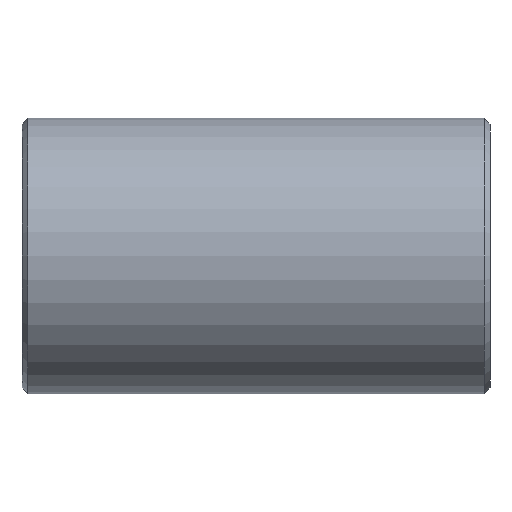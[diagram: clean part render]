
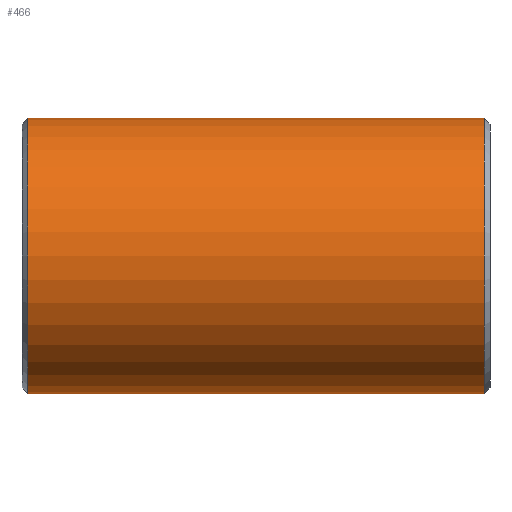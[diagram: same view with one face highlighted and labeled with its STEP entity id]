
A CAD part, front view. The second image highlights one B-rep face of the part: STEP entity #466.
In plain terms, the highlighted cylindrical face has radius 84.138 mm (diameter 168.275 mm), a partial arc.
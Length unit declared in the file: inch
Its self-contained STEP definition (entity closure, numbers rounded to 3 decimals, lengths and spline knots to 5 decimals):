
#8 = CARTESIAN_POINT ( 'NONE',  ( -5.476, 0., 0. ) ) ;
#16 = DIRECTION ( 'NONE',  ( 1., 0., 0. ) ) ;
#33 = EDGE_LOOP ( 'NONE', ( #315, #183, #319, #581 ) ) ;
#93 = CARTESIAN_POINT ( 'NONE',  ( 5.476, 0., -3.3125 ) ) ;
#118 = VECTOR ( 'NONE', #418, 39.37008 ) ;
#138 = DIRECTION ( 'NONE',  ( -1., 0., 0. ) ) ;
#142 = CARTESIAN_POINT ( 'NONE',  ( 5.476, 0., 0. ) ) ;
#149 = FACE_OUTER_BOUND ( 'NONE', #33, .T. ) ;
#151 = VERTEX_POINT ( 'NONE', #93 ) ;
#183 = ORIENTED_EDGE ( 'NONE', *, *, #530, .T. ) ;
#201 = VERTEX_POINT ( 'NONE', #502 ) ;
#203 = CYLINDRICAL_SURFACE ( 'NONE', #475, 3.3125 ) ;
#232 = EDGE_CURVE ( 'NONE', #201, #664, #549, .T. ) ;
#265 = CIRCLE ( 'NONE', #367, 3.3125 ) ;
#296 = AXIS2_PLACEMENT_3D ( 'NONE', #142, #478, #662 ) ;
#315 = ORIENTED_EDGE ( 'NONE', *, *, #413, .F. ) ;
#319 = ORIENTED_EDGE ( 'NONE', *, *, #232, .T. ) ;
#323 = VECTOR ( 'NONE', #498, 39.37008 ) ;
#344 = DIRECTION ( 'NONE',  ( 0., 0., 1. ) ) ;
#367 = AXIS2_PLACEMENT_3D ( 'NONE', #8, #16, #344 ) ;
#413 = EDGE_CURVE ( 'NONE', #151, #742, #415, .T. ) ;
#415 = LINE ( 'NONE', #602, #118 ) ;
#418 = DIRECTION ( 'NONE',  ( -1., 0., 0. ) ) ;
#466 = ADVANCED_FACE ( 'NONE', ( #149 ), #203, .T. ) ;
#475 = AXIS2_PLACEMENT_3D ( 'NONE', #525, #138, #666 ) ;
#478 = DIRECTION ( 'NONE',  ( -1., 0., 0. ) ) ;
#481 = CARTESIAN_POINT ( 'NONE',  ( -5.476, 0., -3.3125 ) ) ;
#498 = DIRECTION ( 'NONE',  ( -1., 0., 0. ) ) ;
#502 = CARTESIAN_POINT ( 'NONE',  ( 5.476, 0., 3.3125 ) ) ;
#525 = CARTESIAN_POINT ( 'NONE',  ( 5.62, 0., 0. ) ) ;
#530 = EDGE_CURVE ( 'NONE', #151, #201, #669, .T. ) ;
#549 = LINE ( 'NONE', #746, #323 ) ;
#581 = ORIENTED_EDGE ( 'NONE', *, *, #668, .T. ) ;
#594 = CARTESIAN_POINT ( 'NONE',  ( -5.476, 0., 3.3125 ) ) ;
#602 = CARTESIAN_POINT ( 'NONE',  ( 5.62, 0., -3.3125 ) ) ;
#662 = DIRECTION ( 'NONE',  ( 0., 0., -1. ) ) ;
#664 = VERTEX_POINT ( 'NONE', #594 ) ;
#666 = DIRECTION ( 'NONE',  ( 0., 0., 1. ) ) ;
#668 = EDGE_CURVE ( 'NONE', #664, #742, #265, .T. ) ;
#669 = CIRCLE ( 'NONE', #296, 3.3125 ) ;
#742 = VERTEX_POINT ( 'NONE', #481 ) ;
#746 = CARTESIAN_POINT ( 'NONE',  ( 5.62, 0., 3.3125 ) ) ;
